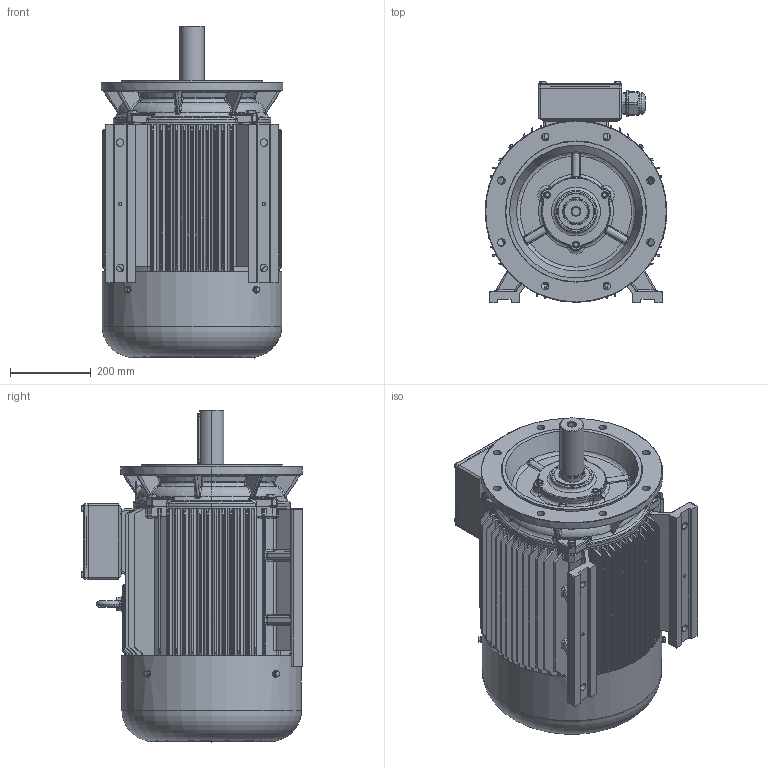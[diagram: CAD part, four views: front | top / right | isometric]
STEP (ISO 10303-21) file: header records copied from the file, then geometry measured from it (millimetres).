
FILE_DESCRIPTION(/* description */ (''),/* implementation_level */ '2;1');
FILE_NAME(/* name */ 'JM3-225M-4.6.8-B35.stp',/* time_stamp */ '2016-07-02T13:10:05+08:00',/* author */ (''),/* organization */ (''),/* preprocessor_version */ 'ST-DEVELOPER v15',/* originating_system */ 'SIEMENS PLM Software NX 8.5',/* authorisation */ '');
FILE_SCHEMA (('AUTOMOTIVE_DESIGN { 1 0 10303 214 3 1 1 1 }'));
Products named in the file (1): pc08107077o1o9
Bounding box: 450 x 547.8 x 822.99 mm (x, y, z)
Volume: 21882325.9 mm3; surface area: 5122329.5 mm2
Topology: 56 solids, 56 shells, 5026 faces, 13530 edges, 8758 vertices
Faces by surface type: plane 3053, cylinder 1006, bspline 484, torus 241, cone 204, sphere 38
Full cylindrical faces by diameter (mm): 7.188 x4, 8 x8, 8.4 x4, 9.026 x6, 10 x6, 10.863 x8, 11.2 x6, 11.5 x1, 12 x17, 12.6 x8, 16 x4, 19 x8, 20 x1, 34.375 x2, 40.625 x4, 48.438 x12, 50 x4, 51.562 x12, 53.906 x2, 55 x1, 58 x3, 65 x4, 66.406 x2, 78 x2, 85 x2, 90 x2, 105 x2, 130 x2, 140 x3, 230 x1
Entity records: 189463 total; most frequent: CARTESIAN_POINT 63506, ORIENTED_EDGE 26220, DIRECTION 23006, EDGE_CURVE 13110, LINE 8666, VECTOR 8666, VERTEX_POINT 8636, AXIS2_PLACEMENT_3D 7170
